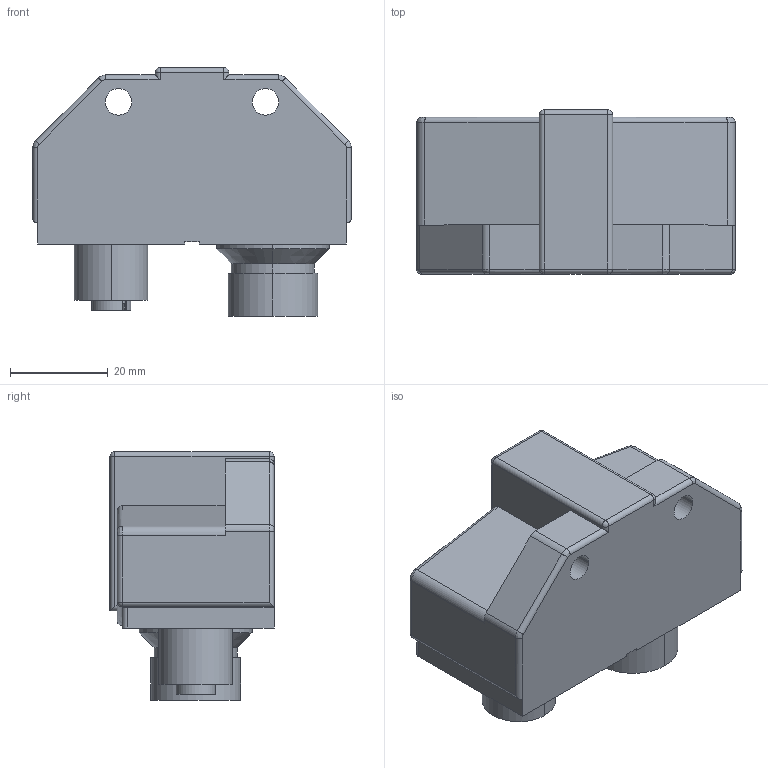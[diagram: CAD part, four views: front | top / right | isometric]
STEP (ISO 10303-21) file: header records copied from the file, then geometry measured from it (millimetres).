
FILE_DESCRIPTION((''),'2;1');
FILE_NAME('DM_CAD-0289B','2021-02-24T09:15:50',('creinig-se'),(''),'CREO PARAMETRIC BY PTC INC, 2019292','CREO PARAMETRIC BY PTC INC, 2019292','');
FILE_SCHEMA(('CONFIG_CONTROL_DESIGN','SHAPE_APPEARANCE_LAYERS_GROUPS'));
Length unit declared in the file: millimetre
Products named in the file (1): DM_CAD-0289B
Bounding box: 65 x 33.5 x 50.77 mm (x, y, z)
Volume: 60903.5 mm3; surface area: 13344.2 mm2
Topology: 2 solids, 2 shells, 171 faces, 538 edges, 411 vertices
Faces by surface type: cylinder 85, plane 55, sphere 16, bspline 6, torus 5, cone 4
Entity records: 8525 total; most frequent: CARTESIAN_POINT 1217, DIRECTION 1039, ORIENTED_EDGE 790, PRESENTATION_STYLE_ASSIGNMENT 627, STYLED_ITEM 558, CURVE_STYLE 539, EDGE_CURVE 395, AXIS2_PLACEMENT_3D 372
